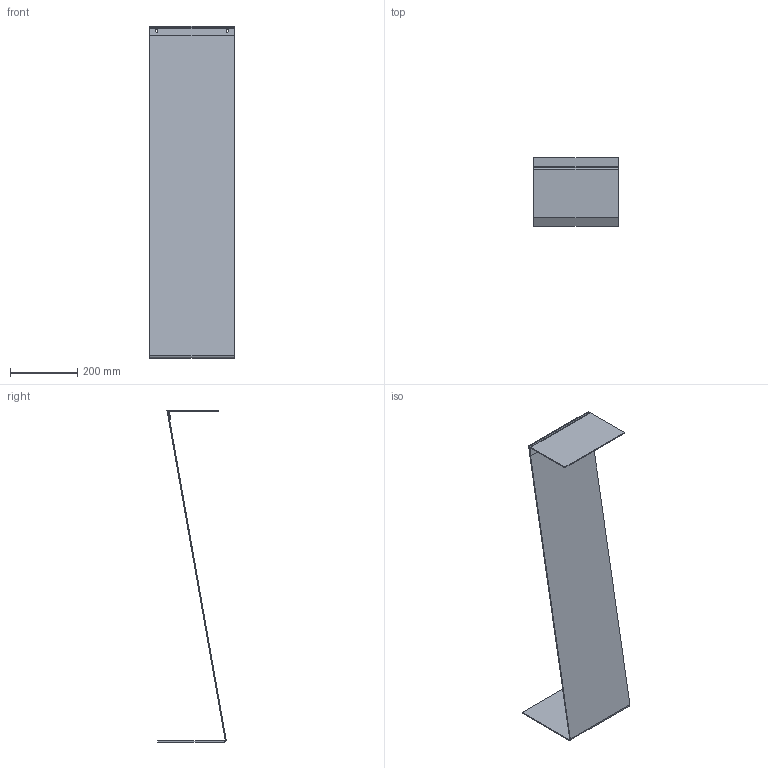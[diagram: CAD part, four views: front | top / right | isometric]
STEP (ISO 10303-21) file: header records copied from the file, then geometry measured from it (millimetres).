
FILE_DESCRIPTION(/* description */ ('STEP AP214'),/* implementation_level */ '2;1');
FILE_NAME(/* name */ '68c4152bdedcc368e8e9ee65',/* time_stamp */ '2025-09-12T12:42:20Z',/* author */ (''),/* organization */ (''),/* preprocessor_version */ 'ST-DEVELOPER v20',/* originating_system */ 'ONSHAPE BY PTC INC, 1.203',/* authorisation */ ' ');
FILE_SCHEMA (('AUTOMOTIVE_DESIGN {1 0 10303 214 3 1 1}'));
Length unit declared in the file: metre
Products named in the file (2): Part 1; Part 2
Bounding box: 250 x 202.42 x 984.81 mm (x, y, z)
Volume: 1027407.7 mm3; surface area: 696464.1 mm2
Topology: 2 solids, 2 shells, 32 faces, 68 edges, 40 vertices
Faces by surface type: plane 24, cylinder 8
Full cylindrical faces by diameter (mm): 8 x4
Entity records: 891 total; most frequent: DIRECTION 148, CARTESIAN_POINT 138, ORIENTED_EDGE 128, EDGE_CURVE 64, AXIS2_PLACEMENT_3D 50, LINE 48, VECTOR 48, EDGE_LOOP 44
